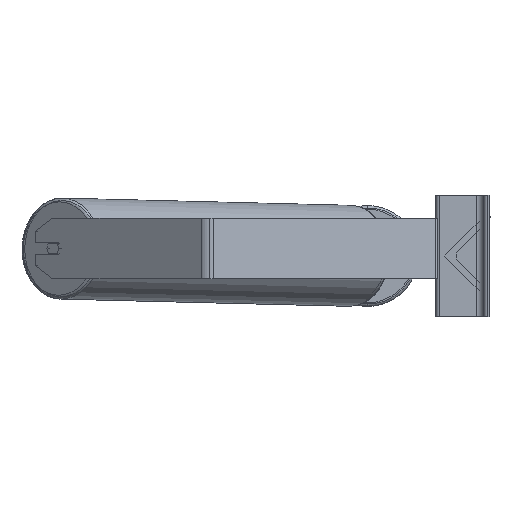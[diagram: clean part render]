
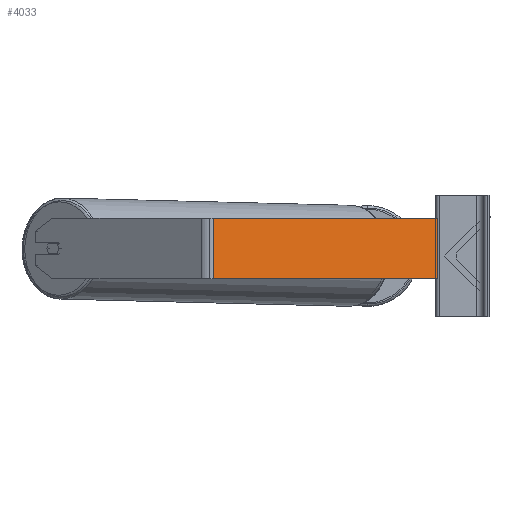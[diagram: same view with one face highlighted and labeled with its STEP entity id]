
A CAD part, left-side view. The second image highlights one B-rep face of the part: STEP entity #4033.
In plain terms, the highlighted planar face has unit normal (-0.94, -0.342, 0).
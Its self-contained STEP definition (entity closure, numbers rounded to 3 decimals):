
#36 = DIRECTION ( 'NONE',  ( -0.342, 0.94, 0. ) ) ;
#322 = CARTESIAN_POINT ( 'NONE',  ( -994.847, 303.833, 50. ) ) ;
#603 = EDGE_CURVE ( 'NONE', #10731, #2142, #6423, .T. ) ;
#643 = ORIENTED_EDGE ( 'NONE', *, *, #1042, .F. ) ;
#648 = CARTESIAN_POINT ( 'NONE',  ( -887.518, 8.948, 50. ) ) ;
#1042 = EDGE_CURVE ( 'NONE', #2142, #4450, #5021, .T. ) ;
#1129 = CARTESIAN_POINT ( 'NONE',  ( -887.518, 8.948, 50. ) ) ;
#1580 = ORIENTED_EDGE ( 'NONE', *, *, #6229, .T. ) ;
#2131 = DIRECTION ( 'NONE',  ( 0.342, -0.94, 0. ) ) ;
#2142 = VERTEX_POINT ( 'NONE', #1129 ) ;
#2211 = VERTEX_POINT ( 'NONE', #6360 ) ;
#2436 = DIRECTION ( 'NONE',  ( 0.94, 0.342, 0. ) ) ;
#4033 = ADVANCED_FACE ( 'NONE', ( #8542 ), #10188, .F. ) ;
#4123 = DIRECTION ( 'NONE',  ( 0.342, -0.94, 0. ) ) ;
#4181 = LINE ( 'NONE', #10096, #4929 ) ;
#4289 = LINE ( 'NONE', #322, #9727 ) ;
#4450 = VERTEX_POINT ( 'NONE', #10399 ) ;
#4929 = VECTOR ( 'NONE', #4123, 1000. ) ;
#5021 = LINE ( 'NONE', #648, #10031 ) ;
#5274 = ORIENTED_EDGE ( 'NONE', *, *, #6155, .T. ) ;
#6081 = ORIENTED_EDGE ( 'NONE', *, *, #603, .F. ) ;
#6155 = EDGE_CURVE ( 'NONE', #2211, #4450, #4181, .T. ) ;
#6229 = EDGE_CURVE ( 'NONE', #10731, #2211, #4289, .T. ) ;
#6360 = CARTESIAN_POINT ( 'NONE',  ( -994.847, 303.833, -30. ) ) ;
#6423 = LINE ( 'NONE', #9896, #8200 ) ;
#7621 = CARTESIAN_POINT ( 'NONE',  ( -998.007, 312.514, 50. ) ) ;
#8200 = VECTOR ( 'NONE', #2131, 1000. ) ;
#8345 = EDGE_LOOP ( 'NONE', ( #5274, #643, #6081, #1580 ) ) ;
#8542 = FACE_OUTER_BOUND ( 'NONE', #8345, .T. ) ;
#8568 = DIRECTION ( 'NONE',  ( 0., 0., -1. ) ) ;
#8748 = CARTESIAN_POINT ( 'NONE',  ( -994.847, 303.833, 50. ) ) ;
#8943 = DIRECTION ( 'NONE',  ( 0., 0., -1. ) ) ;
#9222 = AXIS2_PLACEMENT_3D ( 'NONE', #7621, #2436, #36 ) ;
#9727 = VECTOR ( 'NONE', #8943, 1000. ) ;
#9896 = CARTESIAN_POINT ( 'NONE',  ( -998.007, 312.514, 50. ) ) ;
#10031 = VECTOR ( 'NONE', #8568, 1000. ) ;
#10096 = CARTESIAN_POINT ( 'NONE',  ( -998.007, 312.514, -30. ) ) ;
#10188 = PLANE ( 'NONE',  #9222 ) ;
#10399 = CARTESIAN_POINT ( 'NONE',  ( -887.518, 8.948, -30. ) ) ;
#10731 = VERTEX_POINT ( 'NONE', #8748 ) ;
